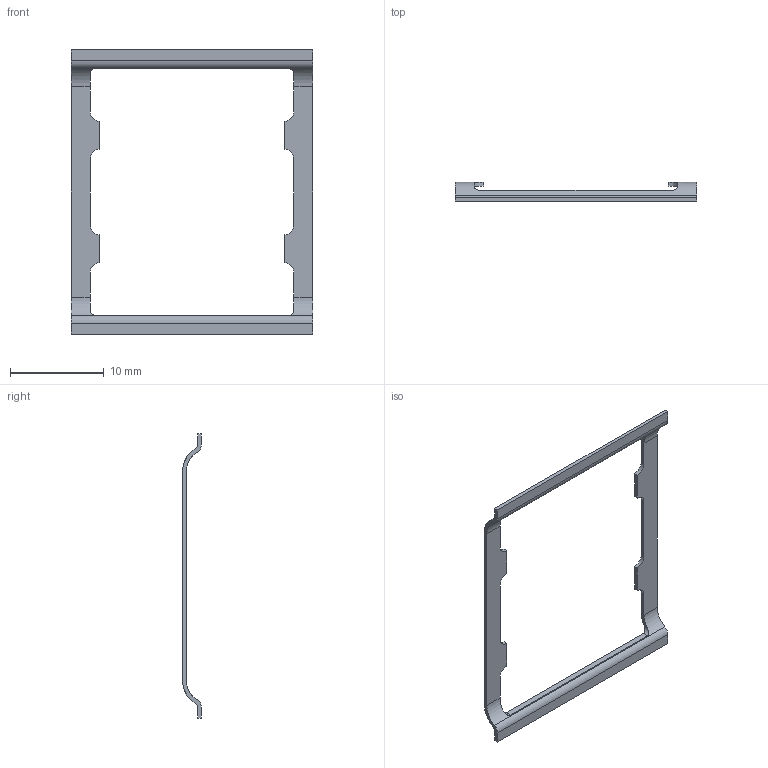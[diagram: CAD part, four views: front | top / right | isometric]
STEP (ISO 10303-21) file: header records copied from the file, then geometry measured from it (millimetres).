
FILE_DESCRIPTION (( 'STEP AP214' ), '1' );
FILE_NAME ('G4-1040.STEP', '2016-06-20T06:56:19', ( '' ), ( '' ), 'SwSTEP 2.0', 'SolidWorks 2016', '' );
FILE_SCHEMA (( 'AUTOMOTIVE_DESIGN' ));
Length unit declared in the file: millimetre
Products named in the file (1): G4-1040
Bounding box: 25.7 x 2 x 30.3 mm (x, y, z)
Volume: 95.8 mm3; surface area: 574.3 mm2
Topology: 1 solids, 1 shells, 44 faces, 132 edges, 88 vertices
Faces by surface type: plane 24, cylinder 20
Entity records: 1574 total; most frequent: CARTESIAN_POINT 321, ORIENTED_EDGE 264, DIRECTION 254, EDGE_CURVE 132, VERTEX_POINT 88, AXIS2_PLACEMENT_3D 85, LINE 84, VECTOR 84
